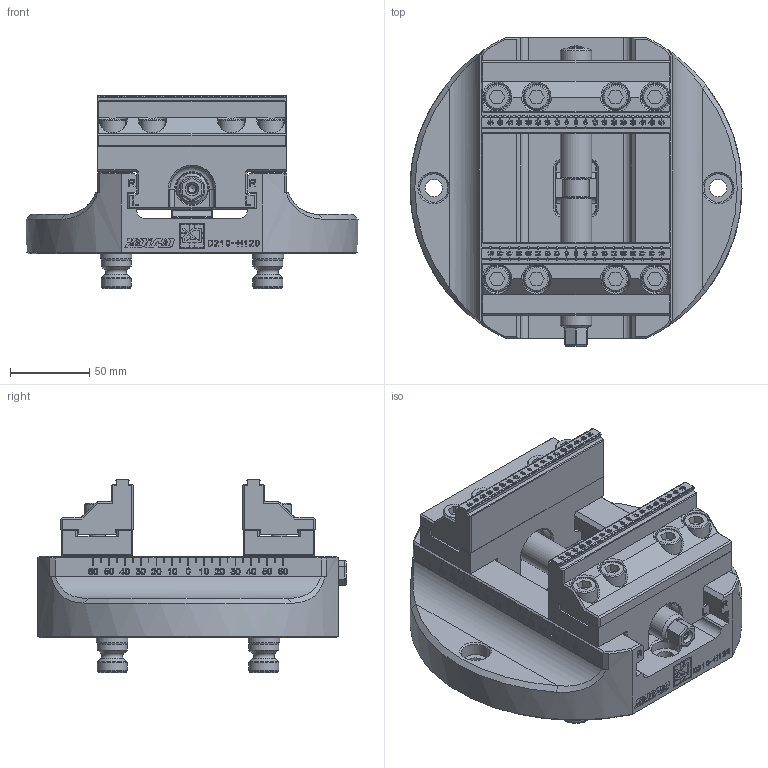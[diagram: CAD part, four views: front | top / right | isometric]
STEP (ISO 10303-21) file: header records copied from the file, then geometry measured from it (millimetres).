
FILE_DESCRIPTION(/* description */ (''),/* implementation_level */ '2;1');
FILE_NAME(/* name */ '',/* time_stamp */ '2025-03-31T18:24:29+08:00',/* author */ (''),/* organization */ (''),/* preprocessor_version */ 'ST-DEVELOPER v11',/* originating_system */ 'SIEMENS PLM Software NX 7.0',/* authorisation */ '');
FILE_SCHEMA (('CONFIG_CONTROL_DESIGN'));
Length unit declared in the file: millimetre
Products named in the file (1): Admi736Emrlq
Bounding box: 210 x 195 x 122.1 mm (x, y, z)
Volume: 1557259.7 mm3; surface area: 263060 mm2
Topology: 19 solids, 19 shells, 3681 faces, 9479 edges, 6247 vertices
Faces by surface type: plane 2574, cylinder 517, extrusion 414, cone 134, torus 22, bspline 20
Full cylindrical faces by diameter (mm): 5 x11, 5.1 x1, 6 x5, 6.7 x6, 8 x9, 8.5 x4, 8.7 x4, 10 x17, 11 x17, 12 x4, 16 x9, 16.005 x4, 17 x8, 18 x9, 18.6 x2, 19 x8, 19.9 x2, 20 x4
Entity records: 123943 total; most frequent: CARTESIAN_POINT 37367, ORIENTED_EDGE 18358, DIRECTION 15652, EDGE_CURVE 9179, VECTOR 7098, LINE 6684, VERTEX_POINT 6183, EDGE_LOOP 4358
